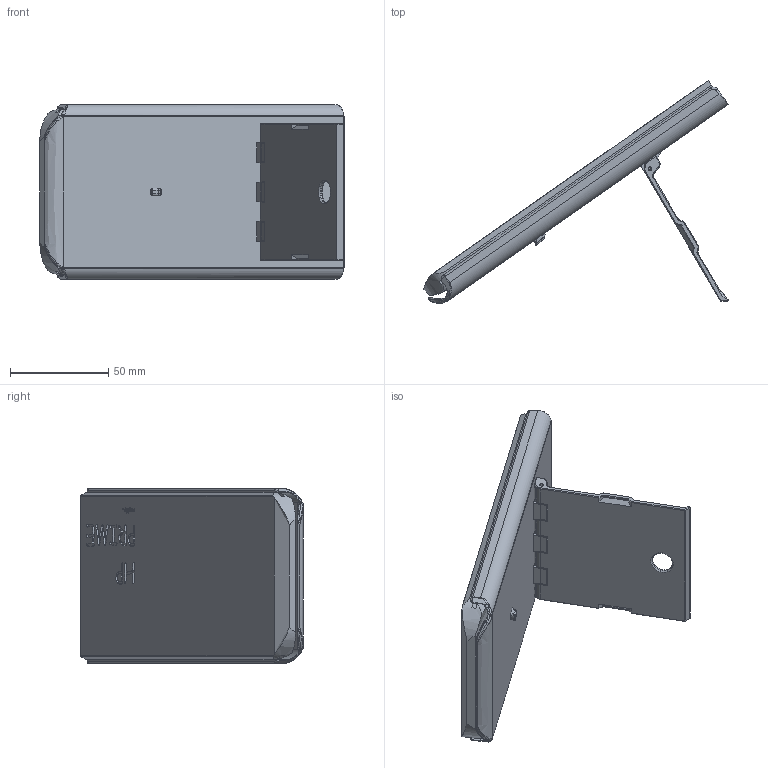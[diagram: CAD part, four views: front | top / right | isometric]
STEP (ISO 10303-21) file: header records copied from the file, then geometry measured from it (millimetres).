
FILE_DESCRIPTION(/* description */ (''),/* implementation_level */ '2;1');
FILE_NAME(/* name */ 'PrimeStand v23.step',/* time_stamp */ '2023-01-23T19:58:50+08:00',/* author */ (''),/* organization */ (''),/* preprocessor_version */ 'ST-DEVELOPER v19.2',/* originating_system */ 'Autodesk Translation Framework v11.17.0.187',/* authorisation */ '');
FILE_SCHEMA (('AUTOMOTIVE_DESIGN { 1 0 10303 214 3 1 1 }'));
Products named in the file (4): PrimeStand; stand; Prime; Shell
Assembly tree (3 placements, depth 2):
  PrimeStand
    stand
    Prime
    Shell
Bounding box: 154.87 x 113.29 x 89 mm (x, y, z)
Volume: 224630.5 mm3; surface area: 88872.8 mm2
Topology: 6 solids, 6 shells, 1151 faces, 3254 edges, 2138 vertices
Faces by surface type: plane 578, bspline 456, cylinder 90, cone 20, torus 5, sphere 2
Full cylindrical faces by diameter (mm): 2 x7
Entity records: 44024 total; most frequent: CARTESIAN_POINT 17084, ORIENTED_EDGE 6500, DIRECTION 4045, EDGE_CURVE 3250, VERTEX_POINT 2138, LINE 1877, VECTOR 1877, EDGE_LOOP 1194
